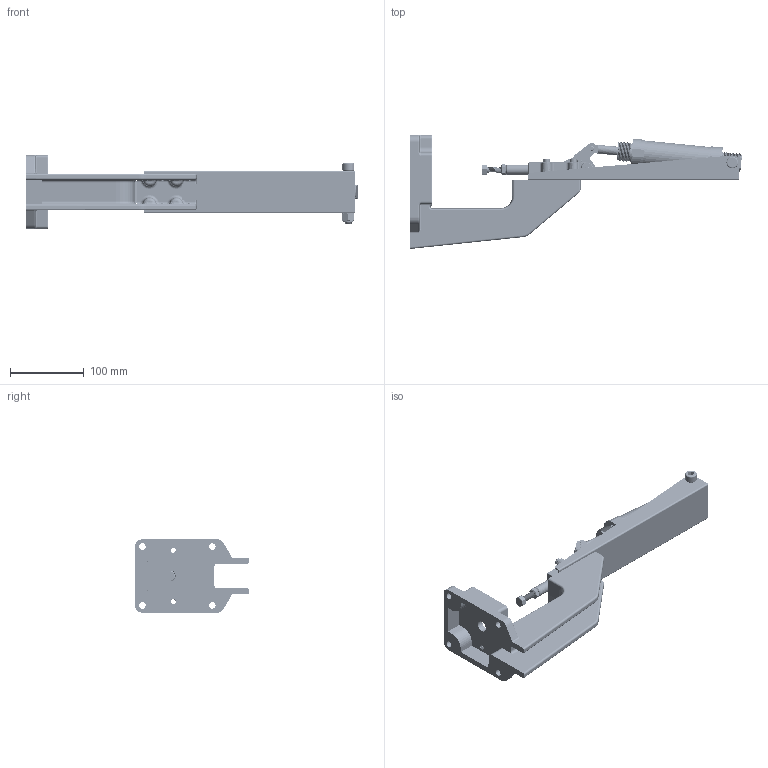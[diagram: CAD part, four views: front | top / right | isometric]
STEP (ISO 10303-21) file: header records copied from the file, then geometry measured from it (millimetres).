
FILE_DESCRIPTION (( 'STEP AP203' ), '1' );
FILE_NAME ('CH--30600PR-A-01.STEP', '2010-06-11T08:50:45', ( '微软用户' ), ( '微软中国' ), 'SwSTEP 2.0', 'SolidWorks 2008', '' );
FILE_SCHEMA (( 'CONFIG_CONTROL_DESIGN' ));
Products named in the file (18): 30600-04hl_默认; 30600-01_默认; 30600-05_默认; CH-SA-086512 SPINDLE SUPPLIED_默认; M5-25_默认; CH--30600PR-A-01; CH-30600-HL-A-01_默认; CH-30600-HL-A-02_默认; CH-30600-HL-A-03-01.SLDPRT-_默认; 30600-02_默认; 30600-06_默认; 30600HL-04_默认; CH-30600-HL-A-03_默认; M8 NUT_默认; CH-30600-HL-A-04_默认; M10X65; M10 Lock Nut; 30600-PR-01_默认
Assembly tree (23 placements, depth 2):
  CH--30600PR-A-01
    30600-02_默认
    M10 Lock Nut
    CH-30600-HL-A-03-01.SLDPRT-_默认
    30600HL-04_默认  x2
    CH-SA-086512 SPINDLE SUPPLIED_默认
    M5-25_默认  x4
    CH-30600-HL-A-01_默认
    CH-30600-HL-A-04_默认  x2
    30600-05_默认
    30600-06_默认  x2
    M8 NUT_默认
    30600-04hl_默认
    30600-01_默认
    CH-30600-HL-A-03_默认
    M10X65
    CH-30600-HL-A-02_默认
    30600-PR-01_默认
Bounding box: 451.62 x 155 x 100 mm (x, y, z)
Volume: 707507.1 mm3; surface area: 247312.9 mm2
Topology: 23 solids, 23 shells, 2604 faces, 7095 edges, 4544 vertices
Faces by surface type: cylinder 1269, plane 911, bspline 188, cone 130, torus 102, sphere 4
Entity records: 119678 total; most frequent: CARTESIAN_POINT 70653, ORIENTED_EDGE 11060, DIRECTION 8877, EDGE_CURVE 5530, VERTEX_POINT 3540, AXIS2_PLACEMENT_3D 3414, EDGE_LOOP 2134, VECTOR 2049
